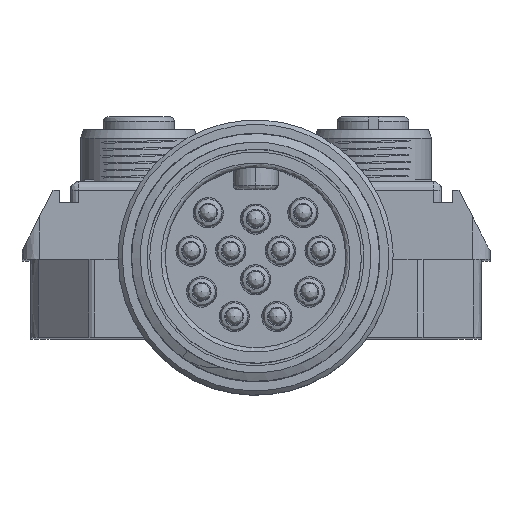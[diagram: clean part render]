
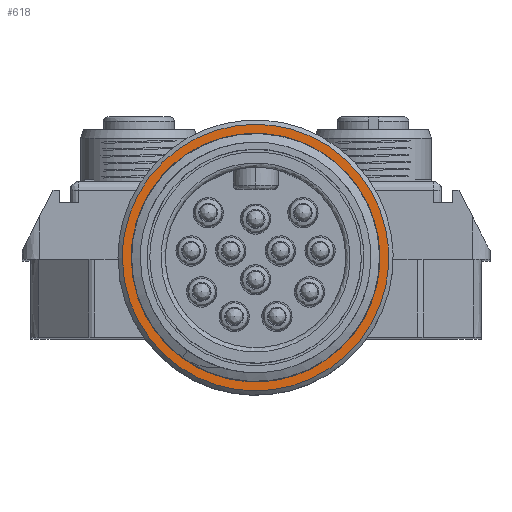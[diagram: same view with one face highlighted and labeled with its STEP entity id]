
A CAD part, top view. The second image highlights one B-rep face of the part: STEP entity #618.
In plain terms, the highlighted free-form (B-spline) face has degree [1, 1] with [2, 2] control points.
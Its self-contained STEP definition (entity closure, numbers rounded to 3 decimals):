
#559=CARTESIAN_POINT('',(-14.397,9.,88.411));
#560=VERTEX_POINT('',#559);
#566=CARTESIAN_POINT('',(-14.397,9.,88.411));
#567=CARTESIAN_POINT('',(-14.397,-5.347,88.411));
#568=CARTESIAN_POINT('',(-0.05,-5.347,88.411));
#569=CARTESIAN_POINT('',(14.297,-5.347,88.411));
#570=CARTESIAN_POINT('',(14.297,9.,88.411));
#571=CARTESIAN_POINT('',(14.297,23.347,88.411));
#572=CARTESIAN_POINT('',(-0.05,23.347,88.411));
#573=CARTESIAN_POINT('',(-14.397,23.347,88.411));
#574=CARTESIAN_POINT('',(-14.397,9.,88.411));
#575=(BOUNDED_CURVE()B_SPLINE_CURVE(2,(#566,#567,#568,#569,#570,#571,#572,#573,#574),.CIRCULAR_ARC.,.T.,.U.)B_SPLINE_CURVE_WITH_KNOTS((3,2,2,2,3),(0.,0.25,0.5,0.75,1.),.UNSPECIFIED.)CURVE()GEOMETRIC_REPRESENTATION_ITEM()RATIONAL_B_SPLINE_CURVE((1.,0.707,1.,0.707,1.,0.707,1.,0.707,1.))REPRESENTATION_ITEM(''));
#576=EDGE_CURVE('',#560,#560,#575,.T.);
#594=CARTESIAN_POINT('',(41.125,50.175,88.411));
#595=CARTESIAN_POINT('',(41.125,-32.175,88.411));
#596=CARTESIAN_POINT('',(-41.225,50.175,88.411));
#597=CARTESIAN_POINT('',(-41.225,-32.175,88.411));
#598=B_SPLINE_SURFACE_WITH_KNOTS('',1,1,((#594,#595),(#596,#597)),.PLANE_SURF.,.F.,.F.,.U.,(2,2),(2,2),(-1.,2.),(-1.,2.),.UNSPECIFIED.);
#599=CARTESIAN_POINT('',(-15.425,9.,88.411));
#600=VERTEX_POINT('',#599);
#601=CARTESIAN_POINT('',(-15.425,9.,88.411));
#602=CARTESIAN_POINT('',(-15.425,-6.375,88.411));
#603=CARTESIAN_POINT('',(-0.05,-6.375,88.411));
#604=CARTESIAN_POINT('',(15.325,-6.375,88.411));
#605=CARTESIAN_POINT('',(15.325,9.,88.411));
#606=CARTESIAN_POINT('',(15.325,24.375,88.411));
#607=CARTESIAN_POINT('',(-0.05,24.375,88.411));
#608=CARTESIAN_POINT('',(-15.425,24.375,88.411));
#609=CARTESIAN_POINT('',(-15.425,9.,88.411));
#610=(BOUNDED_CURVE()B_SPLINE_CURVE(2,(#601,#602,#603,#604,#605,#606,#607,#608,#609),.CIRCULAR_ARC.,.T.,.U.)B_SPLINE_CURVE_WITH_KNOTS((3,2,2,2,3),(0.,0.25,0.5,0.75,1.),.UNSPECIFIED.)CURVE()GEOMETRIC_REPRESENTATION_ITEM()RATIONAL_B_SPLINE_CURVE((1.,0.707,1.,0.707,1.,0.707,1.,0.707,1.))REPRESENTATION_ITEM(''));
#611=EDGE_CURVE('',#600,#600,#610,.T.);
#612=ORIENTED_EDGE('',*,*,#611,.T.);
#613=EDGE_LOOP('',(#612));
#614=FACE_OUTER_BOUND('',#613,.T.);
#615=ORIENTED_EDGE('',*,*,#576,.F.);
#616=EDGE_LOOP('',(#615));
#617=FACE_BOUND('',#616,.T.);
#618=ADVANCED_FACE('',(#614,#617),#598,.T.);
